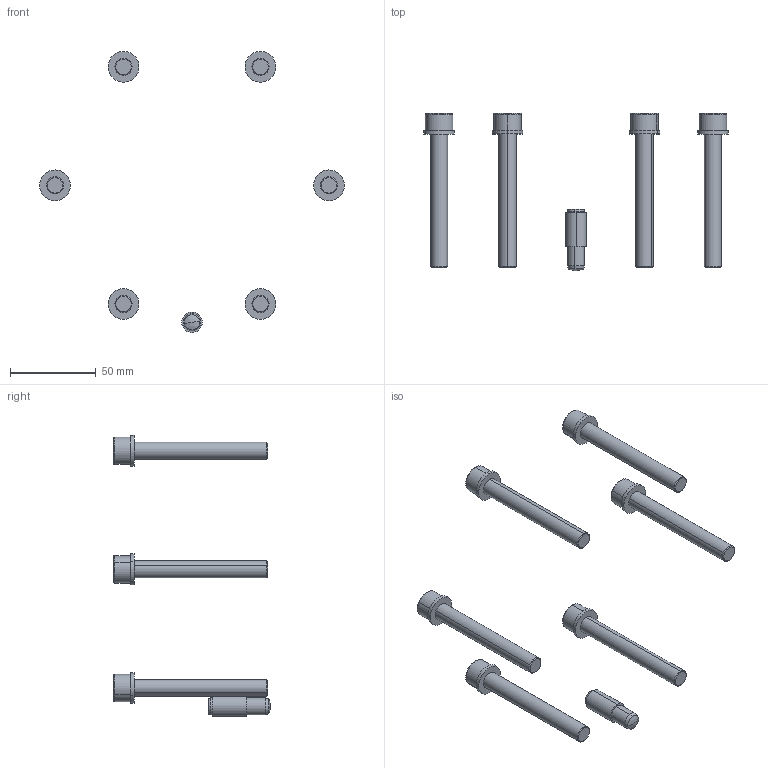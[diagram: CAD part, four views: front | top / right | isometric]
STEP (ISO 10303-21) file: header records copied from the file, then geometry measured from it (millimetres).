
FILE_DESCRIPTION (( 'STEP AP214' ), '1' );
FILE_NAME ('P0693.STEP', '2021-08-17T11:04:57', ( '' ), ( '' ), 'SwSTEP 2.0', 'SolidWorks 2019', '' );
FILE_SCHEMA (( 'AUTOMOTIVE_DESIGN' ));
Length unit declared in the file: millimetre
Products named in the file (1): P0693
Bounding box: 178 x 91.7 x 164.28 mm (x, y, z)
Volume: 52933.4 mm3; surface area: 27463.1 mm2
Topology: 14 solids, 14 shells, 167 faces, 348 edges, 220 vertices
Faces by surface type: plane 75, cylinder 58, cone 20, torus 12, sphere 2
Entity records: 6460 total; most frequent: DIRECTION 842, CARTESIAN_POINT 734, ORIENTED_EDGE 692, EDGE_CURVE 346, AXIS2_PLACEMENT_3D 328, VERTEX_POINT 220, EDGE_LOOP 194, VECTOR 186
